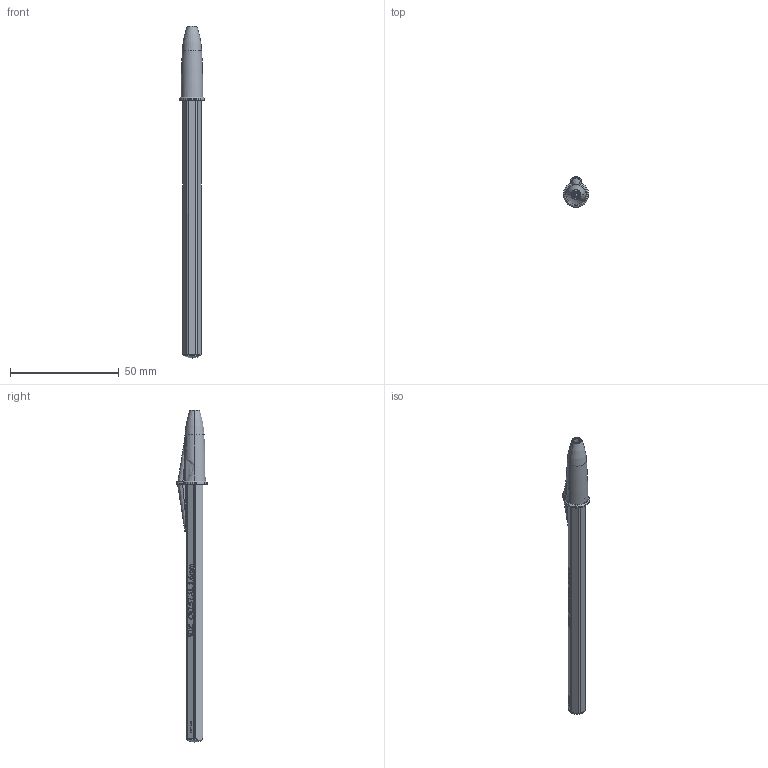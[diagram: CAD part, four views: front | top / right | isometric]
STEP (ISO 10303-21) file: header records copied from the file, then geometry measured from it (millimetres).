
FILE_DESCRIPTION (( 'STEP AP203' ), '1' );
FILE_NAME ('Penna_BIC_Cristal_ASSIEME.STEP', '2019-03-20T13:31:56', ( '' ), ( '' ), 'SwSTEP 2.0', 'SolidWorks 2019', '' );
FILE_SCHEMA (( 'CONFIG_CONTROL_DESIGN' ));
Length unit declared in the file: millimetre
Products named in the file (9): Assieme pezzo completo tubo sfera; COPERCHIO_PARTE7; Tappo_Bic; SUPPORTO CANNUCCIA_REV00; SFERA TONDA; Corpo_bic; Tubo porta inchiostro; PORTA SFERA; Penna_BIC_Cristal_ASSIEME
Assembly tree (9 placements, depth 3):
  Penna_BIC_Cristal_ASSIEME
    Corpo_bic  x2
    Tappo_Bic
    Assieme pezzo completo tubo sfera
      SUPPORTO CANNUCCIA_REV00
      Tubo porta inchiostro
      PORTA SFERA
      SFERA TONDA
    COPERCHIO_PARTE7
Bounding box: 11.6 x 14.05 x 152.5 mm (x, y, z)
Volume: 8983.3 mm3; surface area: 15957 mm2
Topology: 12 solids, 12 shells, 1316 faces, 3501 edges, 2243 vertices
Faces by surface type: bspline 735, plane 279, torus 143, cylinder 109, sphere 33, cone 17
Entity records: 39818 total; most frequent: CARTESIAN_POINT 21278, ORIENTED_EDGE 4218, DIRECTION 2729, EDGE_CURVE 2109, VERTEX_POINT 1332, AXIS2_PLACEMENT_3D 1004, EDGE_LOOP 871, FACE_OUTER_BOUND 829
